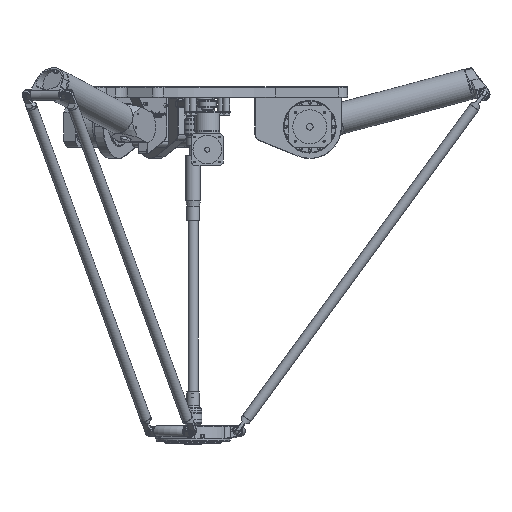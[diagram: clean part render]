
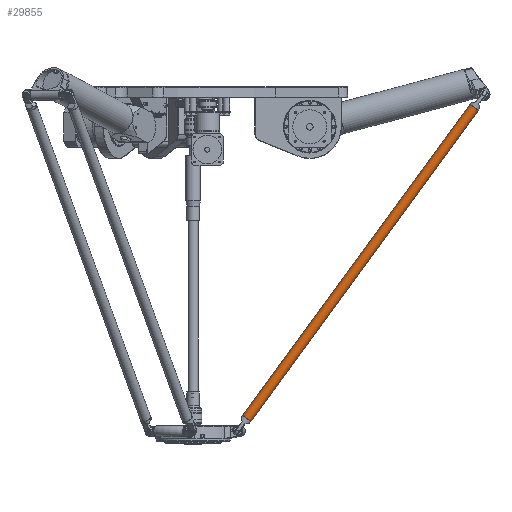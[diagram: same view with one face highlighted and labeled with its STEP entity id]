
A CAD part, front view. The second image highlights one B-rep face of the part: STEP entity #29855.
In plain terms, the highlighted cylindrical face has radius 15 mm (diameter 30 mm), a full revolution.
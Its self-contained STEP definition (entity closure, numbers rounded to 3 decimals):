
#1278=FACE_BOUND('',#8030,.T.);
#2918=CIRCLE('',#33341,15.);
#2919=CIRCLE('',#33343,15.);
#3538=CYLINDRICAL_SURFACE('',#33357,15.);
#5361=FACE_OUTER_BOUND('',#8029,.T.);
#8029=EDGE_LOOP('',(#26512));
#8030=EDGE_LOOP('',(#26513));
#15128=VERTEX_POINT('',#60426);
#15129=VERTEX_POINT('',#60429);
#18933=EDGE_CURVE('',#15128,#15128,#2918,.T.);
#18934=EDGE_CURVE('',#15129,#15129,#2919,.T.);
#26512=ORIENTED_EDGE('',*,*,#18934,.T.);
#26513=ORIENTED_EDGE('',*,*,#18933,.T.);
#29855=ADVANCED_FACE('',(#5361,#1278),#3538,.T.);
#33341=AXIS2_PLACEMENT_3D('',#60427,#41994,#41995);
#33343=AXIS2_PLACEMENT_3D('',#60430,#41998,#41999);
#33357=AXIS2_PLACEMENT_3D('',#60468,#42028,#42029);
#41994=DIRECTION('center_axis',(1.,0.,0.));
#41995=DIRECTION('ref_axis',(0.,0.,1.));
#41998=DIRECTION('center_axis',(-1.,0.,0.));
#41999=DIRECTION('ref_axis',(0.,0.,1.));
#42028=DIRECTION('center_axis',(-1.,0.,0.));
#42029=DIRECTION('ref_axis',(0.,0.,1.));
#60426=CARTESIAN_POINT('',(45.1,15.,0.));
#60427=CARTESIAN_POINT('Origin',(45.1,0.,0.));
#60429=CARTESIAN_POINT('',(1134.9,15.,0.));
#60430=CARTESIAN_POINT('Origin',(1134.9,0.,0.));
#60468=CARTESIAN_POINT('Origin',(45.,0.,0.));
